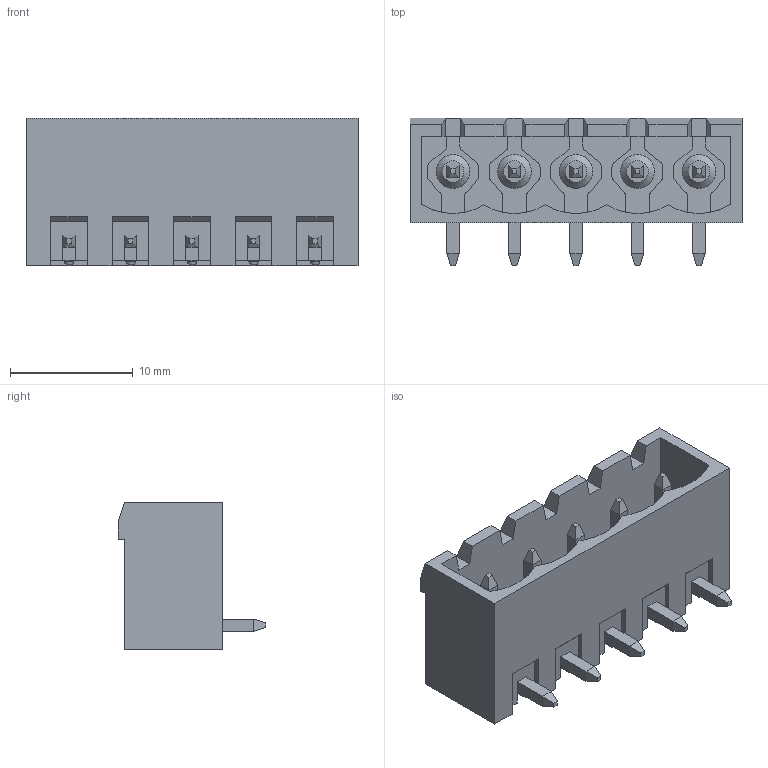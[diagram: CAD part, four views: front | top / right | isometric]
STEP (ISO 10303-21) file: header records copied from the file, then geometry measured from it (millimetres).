
FILE_DESCRIPTION( ( 'Unknown' ), '1' );
FILE_NAME( '691313710005.stp', 'Unknown', ( 'Unknown' ), ( 'Unknown' ), 'PSStep 14.0', 'Unknown', ' ' );
FILE_SCHEMA( ( 'AUTOMOTIVE_DESIGN { 1 0 10303 214 1 1 1 1 }' ) );
Length unit declared in the file: millimetre
Products named in the file (3): Assem1; 6913137100xx_PIN; 691313710005
Assembly tree (6 placements, depth 2):
  Assem1
    6913137100xx_PIN  x5
    691313710005
Bounding box: 27 x 12 x 12 mm (x, y, z)
Volume: 1096.5 mm3; surface area: 2627.1 mm2
Topology: 6 solids, 6 shells, 307 faces, 815 edges, 525 vertices
Faces by surface type: plane 242, cylinder 55, cone 5, bspline 5
Full cylindrical faces by diameter (mm): 0.75 x5, 2.75 x5
Entity records: 9587 total; most frequent: CARTESIAN_POINT 1455, ORIENTED_EDGE 1284, DIRECTION 1246, EDGE_CURVE 642, LINE 520, VECTOR 520, VERTEX_POINT 432, AXIS2_PLACEMENT_3D 363
